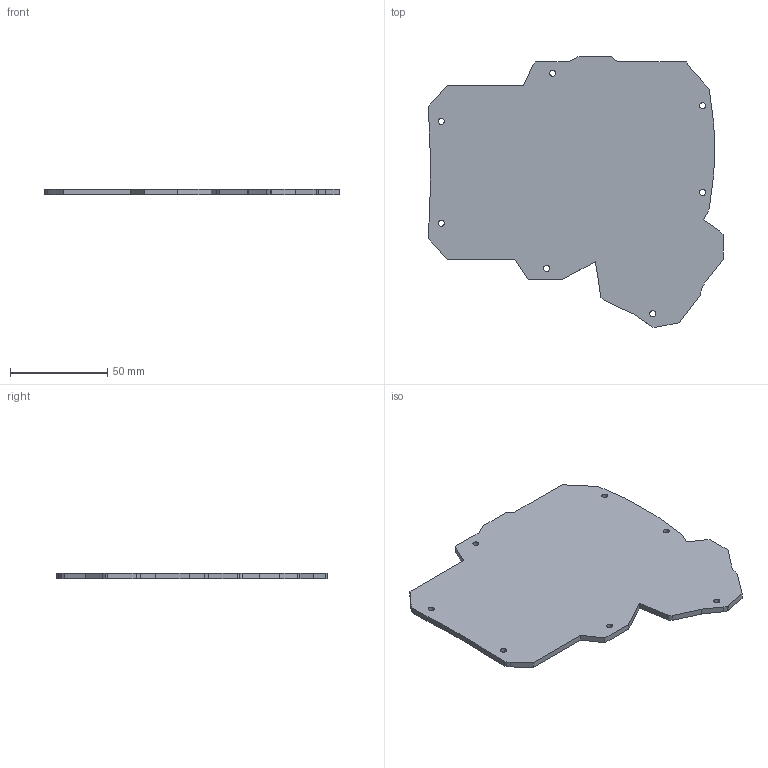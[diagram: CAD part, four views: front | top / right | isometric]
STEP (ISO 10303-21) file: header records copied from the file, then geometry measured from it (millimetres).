
FILE_DESCRIPTION(('Open CASCADE Model'),'2;1');
FILE_NAME('Open CASCADE Shape Model','2023-06-07T17:31:50',('Author'),( 'Open CASCADE'),'Open CASCADE STEP processor 7.7','Open CASCADE 7.7' ,'Unknown');
FILE_SCHEMA(('AUTOMOTIVE_DESIGN { 1 0 10303 214 1 1 1 1 }'));
Length unit declared in the file: millimetre
Products named in the file (1): Open CASCADE STEP translator 7.7 4
Bounding box: 151.6 x 139.57 x 3 mm (x, y, z)
Volume: 47743.4 mm3; surface area: 33740 mm2
Topology: 1 solids, 1 shells, 72 faces, 189 edges, 126 vertices
Faces by surface type: plane 58, cylinder 14
Full cylindrical faces by diameter (mm): 3.1 x7, 6 x7
Entity records: 4759 total; most frequent: CARTESIAN_POINT 892, DIRECTION 720, LINE 511, VECTOR 511, ORIENTED_EDGE 378, PCURVE 378, DEFINITIONAL_REPRESENTATION 378, EDGE_CURVE 189
